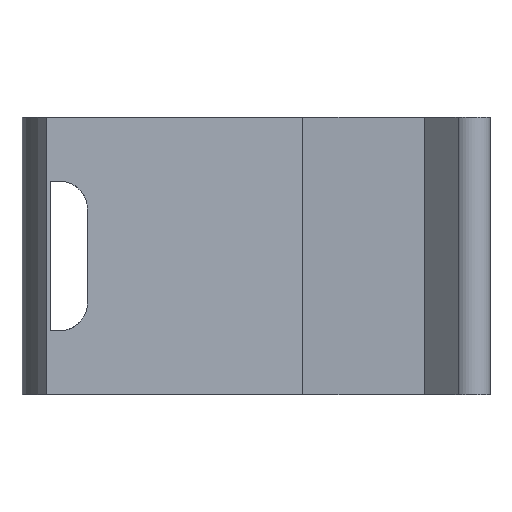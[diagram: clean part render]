
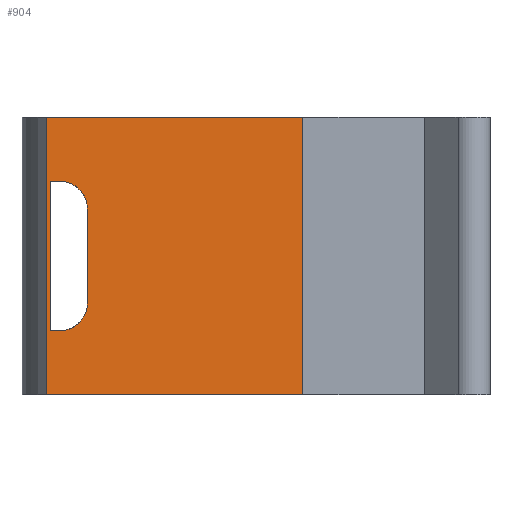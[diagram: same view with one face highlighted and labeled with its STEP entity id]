
A CAD part, left-side view. The second image highlights one B-rep face of the part: STEP entity #904.
In plain terms, the highlighted planar face has unit normal (-0.707, -0.707, 0).
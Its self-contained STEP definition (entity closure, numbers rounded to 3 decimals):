
#20=FACE_BOUND('',#334,.T.);
#25=ELLIPSE('',#933,4.243,3.);
#26=ELLIPSE('',#936,4.243,3.);
#61=LINE('',#1470,#140);
#64=LINE('',#1479,#143);
#70=LINE('',#1497,#149);
#99=LINE('',#1627,#178);
#122=LINE('',#1700,#201);
#135=LINE('',#1731,#214);
#136=LINE('',#1734,#215);
#137=LINE('',#1735,#216);
#140=VECTOR('',#1009,10.);
#143=VECTOR('',#1016,10.);
#149=VECTOR('',#1030,10.);
#178=VECTOR('',#1121,10.);
#201=VECTOR('',#1194,10.);
#214=VECTOR('',#1227,10.);
#215=VECTOR('',#1230,10.);
#216=VECTOR('',#1231,10.);
#236=PLANE('',#997);
#283=FACE_OUTER_BOUND('',#333,.T.);
#333=EDGE_LOOP('',(#798,#799,#800,#801));
#334=EDGE_LOOP('',(#802,#803,#804,#805,#806,#807));
#370=VERTEX_POINT('',#1468);
#371=VERTEX_POINT('',#1469);
#374=VERTEX_POINT('',#1477);
#375=VERTEX_POINT('',#1478);
#382=VERTEX_POINT('',#1495);
#383=VERTEX_POINT('',#1496);
#437=VERTEX_POINT('',#1697);
#438=VERTEX_POINT('',#1699);
#446=VERTEX_POINT('',#1729);
#447=VERTEX_POINT('',#1733);
#460=EDGE_CURVE('',#370,#371,#61,.T.);
#464=EDGE_CURVE('',#374,#375,#64,.T.);
#472=EDGE_CURVE('',#382,#383,#70,.T.);
#480=EDGE_CURVE('',#371,#382,#25,.T.);
#483=EDGE_CURVE('',#383,#374,#26,.T.);
#521=EDGE_CURVE('',#375,#370,#99,.T.);
#558=EDGE_CURVE('',#438,#437,#122,.T.);
#574=EDGE_CURVE('',#437,#446,#135,.T.);
#575=EDGE_CURVE('',#447,#446,#136,.T.);
#576=EDGE_CURVE('',#438,#447,#137,.T.);
#798=ORIENTED_EDGE('',*,*,#575,.F.);
#799=ORIENTED_EDGE('',*,*,#576,.F.);
#800=ORIENTED_EDGE('',*,*,#558,.T.);
#801=ORIENTED_EDGE('',*,*,#574,.T.);
#802=ORIENTED_EDGE('',*,*,#480,.T.);
#803=ORIENTED_EDGE('',*,*,#472,.T.);
#804=ORIENTED_EDGE('',*,*,#483,.T.);
#805=ORIENTED_EDGE('',*,*,#464,.T.);
#806=ORIENTED_EDGE('',*,*,#521,.T.);
#807=ORIENTED_EDGE('',*,*,#460,.T.);
#904=ADVANCED_FACE('',(#283,#20),#236,.T.);
#933=AXIS2_PLACEMENT_3D('',#1513,#1042,#1043);
#936=AXIS2_PLACEMENT_3D('',#1527,#1048,#1049);
#997=AXIS2_PLACEMENT_3D('',#1732,#1228,#1229);
#1009=DIRECTION('',(0.707,-0.707,0.));
#1016=DIRECTION('',(-0.707,0.707,0.));
#1030=DIRECTION('',(0.,0.,-1.));
#1042=DIRECTION('center_axis',(0.707,0.707,0.));
#1043=DIRECTION('ref_axis',(0.707,-0.707,0.));
#1048=DIRECTION('center_axis',(0.707,0.707,0.));
#1049=DIRECTION('ref_axis',(0.707,-0.707,0.));
#1121=DIRECTION('',(0.,0.,1.));
#1194=DIRECTION('',(-0.707,0.707,0.));
#1227=DIRECTION('',(0.,0.,-1.));
#1228=DIRECTION('center_axis',(-0.707,-0.707,0.));
#1229=DIRECTION('ref_axis',(-0.707,0.707,0.));
#1230=DIRECTION('',(-0.707,0.707,0.));
#1231=DIRECTION('',(0.,0.,-1.));
#1468=CARTESIAN_POINT('',(1.5,22.,-117.2));
#1469=CARTESIAN_POINT('',(2.5,21.,-117.2));
#1470=CARTESIAN_POINT('',(14.625,8.875,-117.2));
#1477=CARTESIAN_POINT('',(2.5,21.,-133.2));
#1478=CARTESIAN_POINT('',(1.5,22.,-133.2));
#1479=CARTESIAN_POINT('',(14.875,8.625,-133.2));
#1495=CARTESIAN_POINT('',(5.5,18.,-120.2));
#1496=CARTESIAN_POINT('',(5.5,18.,-130.2));
#1497=CARTESIAN_POINT('',(5.5,18.,-115.3));
#1513=CARTESIAN_POINT('Origin',(2.5,21.,-120.2));
#1527=CARTESIAN_POINT('Origin',(2.5,21.,-130.2));
#1627=CARTESIAN_POINT('',(1.5,22.,-121.8));
#1697=CARTESIAN_POINT('',(1.149,22.351,-110.4));
#1699=CARTESIAN_POINT('',(28.5,-5.,-110.4));
#1700=CARTESIAN_POINT('',(28.5,-5.,-110.4));
#1729=CARTESIAN_POINT('',(1.149,22.351,-140.));
#1731=CARTESIAN_POINT('',(1.149,22.351,-110.4));
#1732=CARTESIAN_POINT('Origin',(28.5,-5.,-110.4));
#1733=CARTESIAN_POINT('',(28.5,-5.,-140.));
#1734=CARTESIAN_POINT('',(27.625,-4.125,-140.));
#1735=CARTESIAN_POINT('',(28.5,-5.,-110.4));
